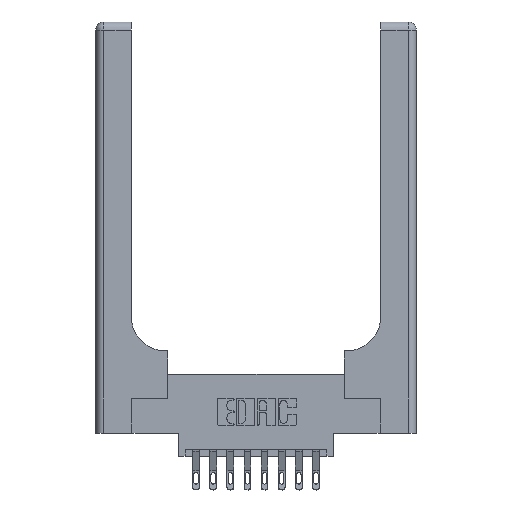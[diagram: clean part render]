
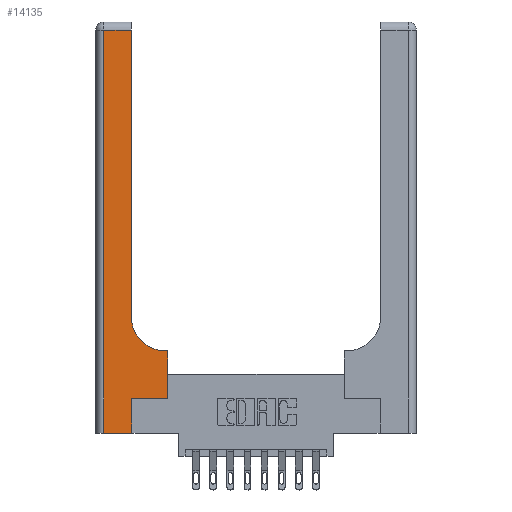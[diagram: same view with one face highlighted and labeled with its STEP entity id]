
A CAD part, top view. The second image highlights one B-rep face of the part: STEP entity #14135.
In plain terms, the highlighted planar face has unit normal (0, 0, 1).
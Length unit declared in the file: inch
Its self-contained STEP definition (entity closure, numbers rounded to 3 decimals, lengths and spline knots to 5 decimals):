
#200 = DIRECTION ( 'NONE',  ( 0., 1., 0. ) ) ;
#354 = VECTOR ( 'NONE', #9820, 39.37008 ) ;
#784 = CARTESIAN_POINT ( 'NONE',  ( 0.06, 3., 0.37 ) ) ;
#1099 = CARTESIAN_POINT ( 'NONE',  ( 0.26, 0.6, 0.37 ) ) ;
#1249 = LINE ( 'NONE', #1099, #12155 ) ;
#1284 = DIRECTION ( 'NONE',  ( -1., 0., 0. ) ) ;
#1293 = VERTEX_POINT ( 'NONE', #9508 ) ;
#1331 = DIRECTION ( 'NONE',  ( -1., 0., 0. ) ) ;
#1341 = VERTEX_POINT ( 'NONE', #15829 ) ;
#1790 = VERTEX_POINT ( 'NONE', #7930 ) ;
#2022 = ORIENTED_EDGE ( 'NONE', *, *, #9887, .T. ) ;
#2202 = CARTESIAN_POINT ( 'NONE',  ( 0.26, 3., 0.37 ) ) ;
#2246 = DIRECTION ( 'NONE',  ( 0., 1., 0. ) ) ;
#2341 = CARTESIAN_POINT ( 'NONE',  ( 0.06, 2.94, 0.37 ) ) ;
#2461 = CARTESIAN_POINT ( 'NONE',  ( 0.528, 0.25, 0.37 ) ) ;
#3179 = ORIENTED_EDGE ( 'NONE', *, *, #9529, .T. ) ;
#3368 = LINE ( 'NONE', #784, #3979 ) ;
#3720 = ORIENTED_EDGE ( 'NONE', *, *, #14699, .T. ) ;
#3755 = VECTOR ( 'NONE', #8527, 39.37008 ) ;
#3831 = VERTEX_POINT ( 'NONE', #13589 ) ;
#3955 = ORIENTED_EDGE ( 'NONE', *, *, #4959, .T. ) ;
#3962 = CARTESIAN_POINT ( 'NONE',  ( 0., 3., 0.37 ) ) ;
#3979 = VECTOR ( 'NONE', #15328, 39.37008 ) ;
#4201 = ORIENTED_EDGE ( 'NONE', *, *, #15878, .T. ) ;
#4322 = EDGE_LOOP ( 'NONE', ( #2022, #3720, #4201, #3179, #9741, #6493, #7216, #12607, #3955 ) ) ;
#4959 = EDGE_CURVE ( 'NONE', #1293, #1790, #6050, .T. ) ;
#6018 = CARTESIAN_POINT ( 'NONE',  ( 0.265, 0., 0.37 ) ) ;
#6050 = CIRCLE ( 'NONE', #15012, 0.25 ) ;
#6493 = ORIENTED_EDGE ( 'NONE', *, *, #6594, .T. ) ;
#6549 = EDGE_CURVE ( 'NONE', #8071, #1293, #1249, .T. ) ;
#6594 = EDGE_CURVE ( 'NONE', #3831, #9528, #10919, .T. ) ;
#6695 = VECTOR ( 'NONE', #2246, 39.37008 ) ;
#7125 = VERTEX_POINT ( 'NONE', #2341 ) ;
#7216 = ORIENTED_EDGE ( 'NONE', *, *, #12374, .T. ) ;
#7342 = LINE ( 'NONE', #12375, #13858 ) ;
#7343 = CARTESIAN_POINT ( 'NONE',  ( 0., 2.94, 0.37 ) ) ;
#7423 = LINE ( 'NONE', #7343, #14424 ) ;
#7930 = CARTESIAN_POINT ( 'NONE',  ( 0.26, 0.85, 0.37 ) ) ;
#8071 = VERTEX_POINT ( 'NONE', #13256 ) ;
#8124 = CARTESIAN_POINT ( 'NONE',  ( 0.51, 0.85, 0.37 ) ) ;
#8247 = VECTOR ( 'NONE', #11949, 39.37008 ) ;
#8377 = CARTESIAN_POINT ( 'NONE',  ( 0.265, 0.25, 0.37 ) ) ;
#8527 = DIRECTION ( 'NONE',  ( 1., 0., 0. ) ) ;
#9173 = CARTESIAN_POINT ( 'NONE',  ( 0.06, 0., 0.37 ) ) ;
#9508 = CARTESIAN_POINT ( 'NONE',  ( 0.51, 0.6, 0.37 ) ) ;
#9528 = VERTEX_POINT ( 'NONE', #2461 ) ;
#9529 = EDGE_CURVE ( 'NONE', #11479, #13318, #11244, .T. ) ;
#9741 = ORIENTED_EDGE ( 'NONE', *, *, #11752, .T. ) ;
#9820 = DIRECTION ( 'NONE',  ( 1., 0., 0. ) ) ;
#9864 = FACE_OUTER_BOUND ( 'NONE', #4322, .T. ) ;
#9887 = EDGE_CURVE ( 'NONE', #1790, #1341, #13148, .T. ) ;
#10017 = DIRECTION ( 'NONE',  ( 0., 0., -1. ) ) ;
#10341 = CARTESIAN_POINT ( 'NONE',  ( 0.265, 0., 0.37 ) ) ;
#10883 = LINE ( 'NONE', #6018, #6695 ) ;
#10919 = LINE ( 'NONE', #8377, #3755 ) ;
#10934 = DIRECTION ( 'NONE',  ( -1., 0., 0. ) ) ;
#11244 = LINE ( 'NONE', #12210, #354 ) ;
#11479 = VERTEX_POINT ( 'NONE', #9173 ) ;
#11752 = EDGE_CURVE ( 'NONE', #13318, #3831, #10883, .T. ) ;
#11949 = DIRECTION ( 'NONE',  ( 0., 1., 0. ) ) ;
#12155 = VECTOR ( 'NONE', #10934, 39.37008 ) ;
#12210 = CARTESIAN_POINT ( 'NONE',  ( 0., 0., 0.37 ) ) ;
#12250 = PLANE ( 'NONE',  #12337 ) ;
#12337 = AXIS2_PLACEMENT_3D ( 'NONE', #3962, #10017, #1284 ) ;
#12374 = EDGE_CURVE ( 'NONE', #9528, #8071, #7342, .T. ) ;
#12375 = CARTESIAN_POINT ( 'NONE',  ( 0.528, 0.25, 0.37 ) ) ;
#12607 = ORIENTED_EDGE ( 'NONE', *, *, #6549, .T. ) ;
#12968 = DIRECTION ( 'NONE',  ( 0., 0., -1. ) ) ;
#13148 = LINE ( 'NONE', #2202, #8247 ) ;
#13256 = CARTESIAN_POINT ( 'NONE',  ( 0.528, 0.6, 0.37 ) ) ;
#13318 = VERTEX_POINT ( 'NONE', #10341 ) ;
#13589 = CARTESIAN_POINT ( 'NONE',  ( 0.265, 0.25, 0.37 ) ) ;
#13858 = VECTOR ( 'NONE', #200, 39.37008 ) ;
#14127 = DIRECTION ( 'NONE',  ( 1., 0., 0. ) ) ;
#14135 = ADVANCED_FACE ( 'NONE', ( #9864 ), #12250, .F. ) ;
#14424 = VECTOR ( 'NONE', #1331, 39.37008 ) ;
#14699 = EDGE_CURVE ( 'NONE', #1341, #7125, #7423, .T. ) ;
#15012 = AXIS2_PLACEMENT_3D ( 'NONE', #8124, #12968, #14127 ) ;
#15328 = DIRECTION ( 'NONE',  ( 0., -1., 0. ) ) ;
#15829 = CARTESIAN_POINT ( 'NONE',  ( 0.26, 2.94, 0.37 ) ) ;
#15878 = EDGE_CURVE ( 'NONE', #7125, #11479, #3368, .T. ) ;
